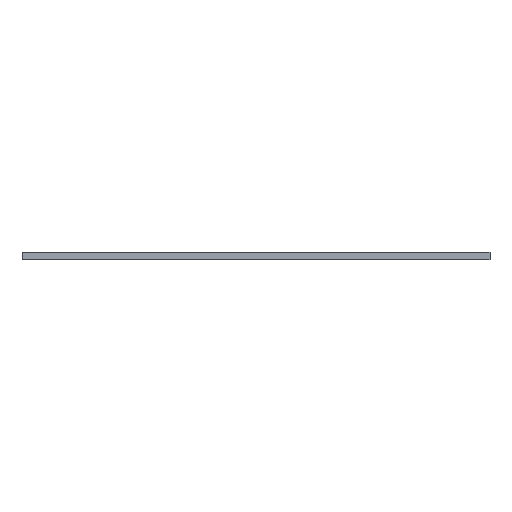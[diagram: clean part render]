
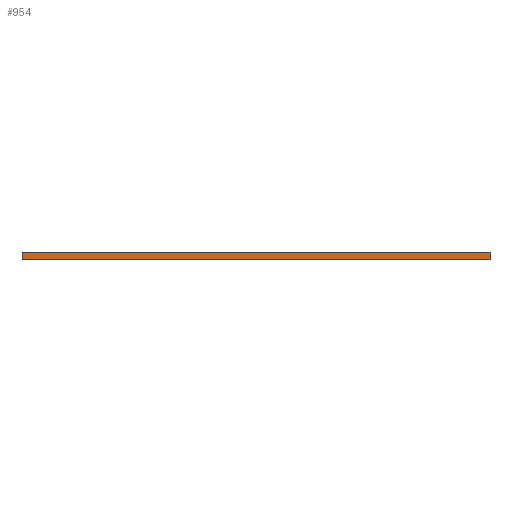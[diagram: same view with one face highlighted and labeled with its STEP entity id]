
A CAD part, front view. The second image highlights one B-rep face of the part: STEP entity #954.
In plain terms, the highlighted planar face has unit normal (0, -1, 0).
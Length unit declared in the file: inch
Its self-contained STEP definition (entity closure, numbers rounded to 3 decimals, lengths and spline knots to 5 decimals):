
#45=PLANE('',#1060);
#94=FACE_OUTER_BOUND('',#144,.T.);
#144=EDGE_LOOP('',(#875,#876,#877,#878));
#216=LINE('',#1562,#312);
#239=LINE('',#1621,#335);
#240=LINE('',#1624,#336);
#241=LINE('',#1625,#337);
#312=VECTOR('',#1265,0.3937);
#335=VECTOR('',#1336,0.3937);
#336=VECTOR('',#1339,0.3937);
#337=VECTOR('',#1340,0.3937);
#458=VERTEX_POINT('',#1559);
#459=VERTEX_POINT('',#1561);
#471=VERTEX_POINT('',#1619);
#472=VERTEX_POINT('',#1623);
#577=EDGE_CURVE('',#458,#459,#216,.T.);
#607=EDGE_CURVE('',#471,#459,#239,.T.);
#608=EDGE_CURVE('',#472,#471,#240,.T.);
#609=EDGE_CURVE('',#472,#458,#241,.T.);
#875=ORIENTED_EDGE('',*,*,#608,.T.);
#876=ORIENTED_EDGE('',*,*,#607,.T.);
#877=ORIENTED_EDGE('',*,*,#577,.F.);
#878=ORIENTED_EDGE('',*,*,#609,.F.);
#954=ADVANCED_FACE('',(#94),#45,.T.);
#1060=AXIS2_PLACEMENT_3D('',#1622,#1337,#1338);
#1265=DIRECTION('',(1.,0.,0.));
#1336=DIRECTION('',(0.,0.,1.));
#1337=DIRECTION('center_axis',(0.,-1.,0.));
#1338=DIRECTION('ref_axis',(1.,0.,0.));
#1339=DIRECTION('',(1.,0.,0.));
#1340=DIRECTION('',(0.,0.,1.));
#1559=CARTESIAN_POINT('',(-13.17888,-11.66961,0.75));
#1561=CARTESIAN_POINT('',(35.82112,-11.66961,0.75));
#1562=CARTESIAN_POINT('',(-13.17888,-11.66961,0.75));
#1619=CARTESIAN_POINT('',(35.82112,-11.66961,0.));
#1621=CARTESIAN_POINT('',(35.82112,-11.66961,0.));
#1622=CARTESIAN_POINT('Origin',(-13.17888,-11.66961,0.));
#1623=CARTESIAN_POINT('',(-13.17888,-11.66961,0.));
#1624=CARTESIAN_POINT('',(-13.17888,-11.66961,0.));
#1625=CARTESIAN_POINT('',(-13.17888,-11.66961,0.));
